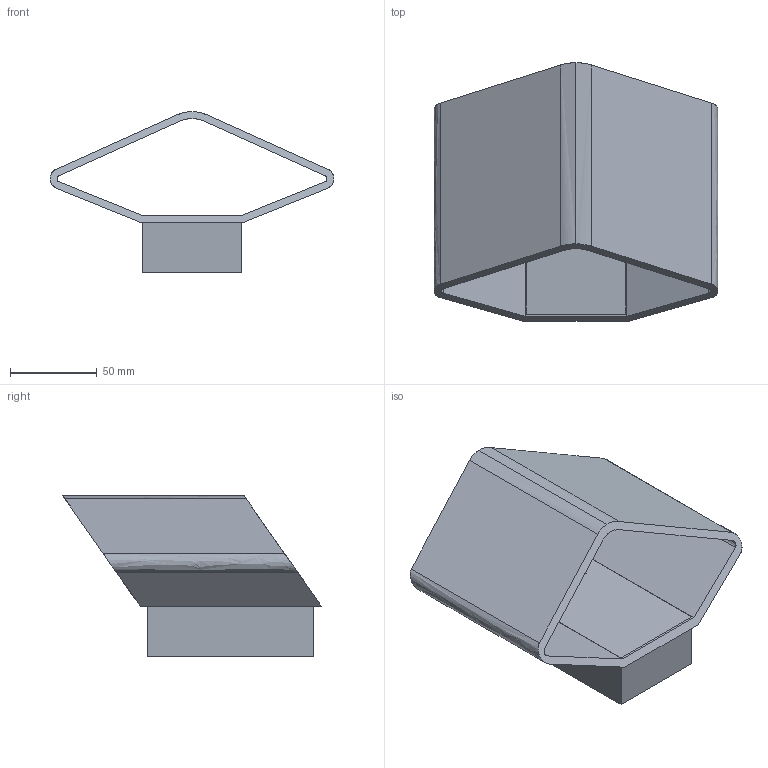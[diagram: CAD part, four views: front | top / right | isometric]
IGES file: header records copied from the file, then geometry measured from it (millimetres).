
Start section: SolidWorks IGES file using analytic representation for surfaces
Global section: file name: 05-3980 simplified.IGS; native system: SolidWorks 2016; preprocessor: SolidWorks 2016; author: rpena; date: 161219.173730; units: millimetre
Bounding box: 163.5 x 148.93 x 92.6 mm (x, y, z)
Surface area: 85454.6 mm2 (no closed solid volume)
Topology: 0 solids, 0 shells, 69 faces, 1043 edges, 1043 vertices
Faces by surface type: bspline 45, revolution 24
